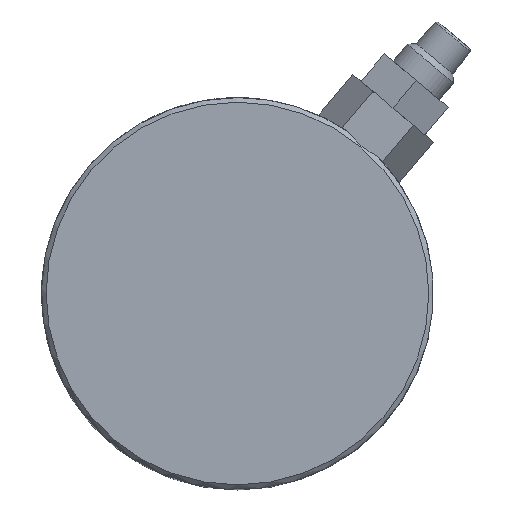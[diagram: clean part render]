
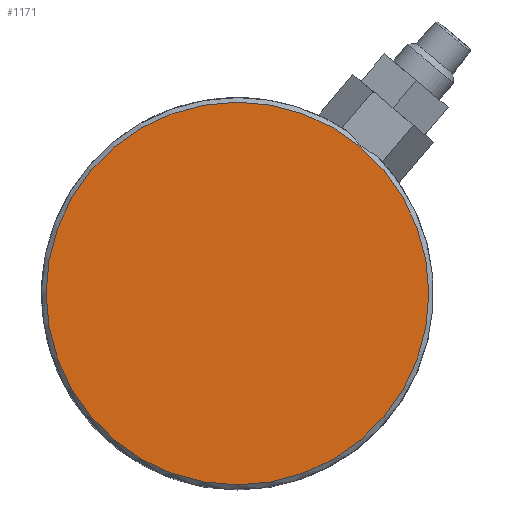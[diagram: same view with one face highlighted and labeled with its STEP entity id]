
A CAD part, top view. The second image highlights one B-rep face of the part: STEP entity #1171.
In plain terms, the highlighted planar face has unit normal (0, 0, 1).
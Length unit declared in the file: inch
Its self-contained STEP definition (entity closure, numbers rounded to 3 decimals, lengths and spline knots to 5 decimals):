
#254=PLANE('',#1298);
#302=CIRCLE('',#1232,0.498);
#413=FACE_OUTER_BOUND('',#526,.T.);
#526=EDGE_LOOP('',(#1073));
#598=VERTEX_POINT('',#1928);
#737=EDGE_CURVE('',#598,#598,#302,.T.);
#1073=ORIENTED_EDGE('',*,*,#737,.F.);
#1171=ADVANCED_FACE('',(#413),#254,.T.);
#1232=AXIS2_PLACEMENT_3D('',#1929,#1495,#1496);
#1298=AXIS2_PLACEMENT_3D('',#2052,#1635,#1636);
#1495=DIRECTION('center_axis',(0.,0.,-1.));
#1496=DIRECTION('ref_axis',(0.,1.,0.));
#1635=DIRECTION('center_axis',(0.,0.,1.));
#1636=DIRECTION('ref_axis',(1.,0.,0.));
#1928=CARTESIAN_POINT('',(0.,0.498,0.));
#1929=CARTESIAN_POINT('Origin',(0.,0.,0.));
#2052=CARTESIAN_POINT('Origin',(0.,0.249,0.));
